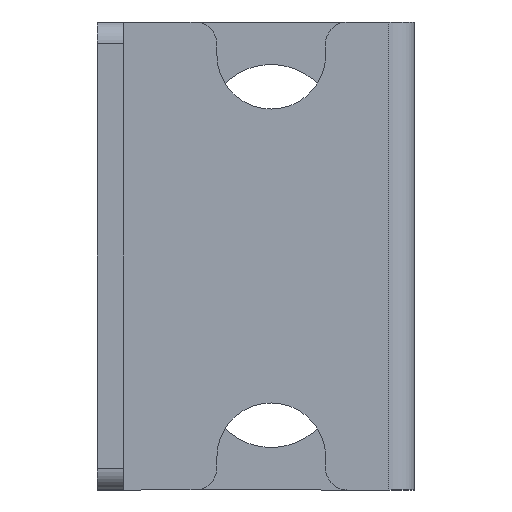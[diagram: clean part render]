
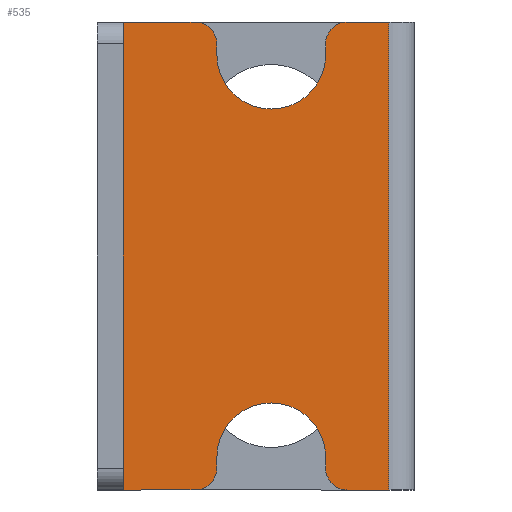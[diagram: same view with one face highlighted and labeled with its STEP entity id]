
A CAD part, front view. The second image highlights one B-rep face of the part: STEP entity #535.
In plain terms, the highlighted planar face has unit normal (0, -1, 0).
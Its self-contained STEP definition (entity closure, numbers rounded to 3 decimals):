
#12 = CARTESIAN_POINT ( 'NONE',  ( 4.45, -18.6, 0. ) ) ;
#70 = LINE ( 'NONE', #1663, #941 ) ;
#83 = CIRCLE ( 'NONE', #843, 1. ) ;
#96 = DIRECTION ( 'NONE',  ( 0., 0., 1. ) ) ;
#114 = VECTOR ( 'NONE', #525, 1000. ) ;
#129 = VERTEX_POINT ( 'NONE', #752 ) ;
#131 = DIRECTION ( 'NONE',  ( 0., 0., -1. ) ) ;
#139 = CARTESIAN_POINT ( 'NONE',  ( -2.5, -18.6, -1.25 ) ) ;
#189 = ORIENTED_EDGE ( 'NONE', *, *, #1271, .F. ) ;
#191 = CARTESIAN_POINT ( 'NONE',  ( -3.5, -18.6, -21.5 ) ) ;
#227 = CARTESIAN_POINT ( 'NONE',  ( 0., -18.6, -20. ) ) ;
#276 = ORIENTED_EDGE ( 'NONE', *, *, #1535, .T. ) ;
#298 = DIRECTION ( 'NONE',  ( 0., 0., 1. ) ) ;
#306 = CIRCLE ( 'NONE', #1101, 2.5 ) ;
#311 = VERTEX_POINT ( 'NONE', #449 ) ;
#313 = DIRECTION ( 'NONE',  ( 0., 1., 0. ) ) ;
#319 = CARTESIAN_POINT ( 'NONE',  ( -6.8, -18.6, -21.5 ) ) ;
#327 = PLANE ( 'NONE',  #671 ) ;
#328 = AXIS2_PLACEMENT_3D ( 'NONE', #766, #1436, #96 ) ;
#333 = LINE ( 'NONE', #884, #383 ) ;
#335 = FACE_OUTER_BOUND ( 'NONE', #756, .T. ) ;
#355 = VECTOR ( 'NONE', #965, 1000. ) ;
#368 = CARTESIAN_POINT ( 'NONE',  ( -6.8, -18.6, -21.5 ) ) ;
#369 = VERTEX_POINT ( 'NONE', #443 ) ;
#376 = VERTEX_POINT ( 'NONE', #438 ) ;
#383 = VECTOR ( 'NONE', #1613, 1000. ) ;
#387 = AXIS2_PLACEMENT_3D ( 'NONE', #470, #463, #446 ) ;
#403 = CARTESIAN_POINT ( 'NONE',  ( -6.8, -18.6, -10.75 ) ) ;
#417 = VERTEX_POINT ( 'NONE', #419 ) ;
#419 = CARTESIAN_POINT ( 'NONE',  ( -2.5, -18.6, -20. ) ) ;
#421 = DIRECTION ( 'NONE',  ( 0., -1., 0. ) ) ;
#425 = DIRECTION ( 'NONE',  ( 0., -1., 0. ) ) ;
#428 = ORIENTED_EDGE ( 'NONE', *, *, #1329, .T. ) ;
#437 = VECTOR ( 'NONE', #1935, 1000. ) ;
#438 = CARTESIAN_POINT ( 'NONE',  ( -2.5, -18.6, -20.5 ) ) ;
#441 = ORIENTED_EDGE ( 'NONE', *, *, #1396, .T. ) ;
#442 = ORIENTED_EDGE ( 'NONE', *, *, #1340, .T. ) ;
#443 = CARTESIAN_POINT ( 'NONE',  ( 2.5, -18.6, -1.5 ) ) ;
#446 = DIRECTION ( 'NONE',  ( 0., 0., -1. ) ) ;
#449 = CARTESIAN_POINT ( 'NONE',  ( 2.5, -18.6, -20.5 ) ) ;
#452 = AXIS2_PLACEMENT_3D ( 'NONE', #227, #775, #1450 ) ;
#463 = DIRECTION ( 'NONE',  ( 0., -1., 0. ) ) ;
#470 = CARTESIAN_POINT ( 'NONE',  ( -3.5, -18.6, -1. ) ) ;
#479 = ORIENTED_EDGE ( 'NONE', *, *, #1371, .F. ) ;
#493 = DIRECTION ( 'NONE',  ( 0., -1., 0. ) ) ;
#494 = ORIENTED_EDGE ( 'NONE', *, *, #1618, .F. ) ;
#495 = LINE ( 'NONE', #1085, #998 ) ;
#506 = ORIENTED_EDGE ( 'NONE', *, *, #1685, .T. ) ;
#508 = AXIS2_PLACEMENT_3D ( 'NONE', #1961, #493, #1082 ) ;
#514 = CARTESIAN_POINT ( 'NONE',  ( -6.8, -18.6, 0. ) ) ;
#518 = CARTESIAN_POINT ( 'NONE',  ( 2.5, -18.6, -20. ) ) ;
#525 = DIRECTION ( 'NONE',  ( 1., 0., 0. ) ) ;
#532 = LINE ( 'NONE', #1124, #813 ) ;
#535 = ADVANCED_FACE ( 'NONE', ( #335 ), #327, .F. ) ;
#550 = ORIENTED_EDGE ( 'NONE', *, *, #1479, .T. ) ;
#583 = CARTESIAN_POINT ( 'NONE',  ( 5.4, -18.6, -21.5 ) ) ;
#626 = LINE ( 'NONE', #1249, #437 ) ;
#662 = LINE ( 'NONE', #1292, #1689 ) ;
#671 = AXIS2_PLACEMENT_3D ( 'NONE', #319, #313, #298 ) ;
#680 = DIRECTION ( 'NONE',  ( 0., 0., 1. ) ) ;
#721 = ORIENTED_EDGE ( 'NONE', *, *, #1104, .F. ) ;
#736 = ORIENTED_EDGE ( 'NONE', *, *, #1126, .F. ) ;
#743 = ORIENTED_EDGE ( 'NONE', *, *, #1239, .F. ) ;
#752 = CARTESIAN_POINT ( 'NONE',  ( -2.5, -18.6, -1.5 ) ) ;
#756 = EDGE_LOOP ( 'NONE', ( #506, #550, #479, #494, #441, #442, #877, #428, #838, #276, #862, #189, #782, #816, #736, #743, #721 ) ) ;
#766 = CARTESIAN_POINT ( 'NONE',  ( 3.5, -18.6, -20.5 ) ) ;
#775 = DIRECTION ( 'NONE',  ( 0., -1., 0. ) ) ;
#782 = ORIENTED_EDGE ( 'NONE', *, *, #1445, .T. ) ;
#787 = AXIS2_PLACEMENT_3D ( 'NONE', #801, #1487, #131 ) ;
#801 = CARTESIAN_POINT ( 'NONE',  ( -3.5, -18.6, -20.5 ) ) ;
#813 = VECTOR ( 'NONE', #1862, 1000. ) ;
#816 = ORIENTED_EDGE ( 'NONE', *, *, #1057, .T. ) ;
#838 = ORIENTED_EDGE ( 'NONE', *, *, #1446, .F. ) ;
#843 = AXIS2_PLACEMENT_3D ( 'NONE', #1882, #421, #989 ) ;
#862 = ORIENTED_EDGE ( 'NONE', *, *, #1312, .T. ) ;
#877 = ORIENTED_EDGE ( 'NONE', *, *, #1405, .F. ) ;
#884 = CARTESIAN_POINT ( 'NONE',  ( 2.5, -18.6, -1.25 ) ) ;
#916 = DIRECTION ( 'NONE',  ( 1., 0., 0. ) ) ;
#931 = VERTEX_POINT ( 'NONE', #1083 ) ;
#941 = VECTOR ( 'NONE', #1905, 1000. ) ;
#965 = DIRECTION ( 'NONE',  ( 0., 0., 1. ) ) ;
#989 = DIRECTION ( 'NONE',  ( 0., 0., -1. ) ) ;
#995 = DIRECTION ( 'NONE',  ( 0., 0., 1. ) ) ;
#998 = VECTOR ( 'NONE', #1830, 1000. ) ;
#1042 = CARTESIAN_POINT ( 'NONE',  ( -5.15, -18.6, 0. ) ) ;
#1057 = EDGE_CURVE ( 'NONE', #1968, #1917, #1551, .T. ) ;
#1066 = LINE ( 'NONE', #1042, #1699 ) ;
#1082 = DIRECTION ( 'NONE',  ( 0., 0., 1. ) ) ;
#1083 = CARTESIAN_POINT ( 'NONE',  ( 2.5, -18.6, -1. ) ) ;
#1085 = CARTESIAN_POINT ( 'NONE',  ( 2.5, -18.6, -20.25 ) ) ;
#1101 = AXIS2_PLACEMENT_3D ( 'NONE', #1886, #425, #995 ) ;
#1104 = EDGE_CURVE ( 'NONE', #1952, #1660, #70, .T. ) ;
#1124 = CARTESIAN_POINT ( 'NONE',  ( -2.5, -18.6, -20.25 ) ) ;
#1126 = EDGE_CURVE ( 'NONE', #1638, #1917, #1066, .T. ) ;
#1134 = CIRCLE ( 'NONE', #787, 1. ) ;
#1135 = VECTOR ( 'NONE', #680, 1000. ) ;
#1136 = VERTEX_POINT ( 'NONE', #1899 ) ;
#1151 = CARTESIAN_POINT ( 'NONE',  ( 3.5, -18.6, 0. ) ) ;
#1239 = EDGE_CURVE ( 'NONE', #1660, #1638, #1858, .T. ) ;
#1249 = CARTESIAN_POINT ( 'NONE',  ( 5.4, -18.6, -10.75 ) ) ;
#1271 = EDGE_CURVE ( 'NONE', #129, #369, #306, .T. ) ;
#1292 = CARTESIAN_POINT ( 'NONE',  ( 4.45, -18.6, -21.5 ) ) ;
#1293 = CARTESIAN_POINT ( 'NONE',  ( 0., -18.6, -17.5 ) ) ;
#1312 = EDGE_CURVE ( 'NONE', #931, #369, #333, .T. ) ;
#1319 = LINE ( 'NONE', #12, #114 ) ;
#1329 = EDGE_CURVE ( 'NONE', #1892, #1136, #626, .T. ) ;
#1340 = EDGE_CURVE ( 'NONE', #311, #1615, #1795, .T. ) ;
#1347 = CIRCLE ( 'NONE', #452, 2.5 ) ;
#1371 = EDGE_CURVE ( 'NONE', #1682, #417, #1347, .T. ) ;
#1391 = CARTESIAN_POINT ( 'NONE',  ( -2.5, -18.6, -1. ) ) ;
#1396 = EDGE_CURVE ( 'NONE', #1690, #311, #495, .T. ) ;
#1405 = EDGE_CURVE ( 'NONE', #1892, #1615, #662, .T. ) ;
#1436 = DIRECTION ( 'NONE',  ( 0., -1., 0. ) ) ;
#1445 = EDGE_CURVE ( 'NONE', #129, #1968, #1496, .T. ) ;
#1446 = EDGE_CURVE ( 'NONE', #1534, #1136, #1319, .T. ) ;
#1450 = DIRECTION ( 'NONE',  ( 0., 0., 1. ) ) ;
#1459 = CARTESIAN_POINT ( 'NONE',  ( 3.5, -18.6, -21.5 ) ) ;
#1479 = EDGE_CURVE ( 'NONE', #376, #417, #532, .T. ) ;
#1487 = DIRECTION ( 'NONE',  ( 0., -1., 0. ) ) ;
#1496 = LINE ( 'NONE', #139, #1135 ) ;
#1534 = VERTEX_POINT ( 'NONE', #1151 ) ;
#1535 = EDGE_CURVE ( 'NONE', #1534, #931, #83, .T. ) ;
#1551 = CIRCLE ( 'NONE', #387, 1. ) ;
#1613 = DIRECTION ( 'NONE',  ( 0., 0., -1. ) ) ;
#1615 = VERTEX_POINT ( 'NONE', #1459 ) ;
#1618 = EDGE_CURVE ( 'NONE', #1690, #1682, #1768, .T. ) ;
#1638 = VERTEX_POINT ( 'NONE', #514 ) ;
#1660 = VERTEX_POINT ( 'NONE', #368 ) ;
#1663 = CARTESIAN_POINT ( 'NONE',  ( -5.15, -18.6, -21.5 ) ) ;
#1682 = VERTEX_POINT ( 'NONE', #1293 ) ;
#1685 = EDGE_CURVE ( 'NONE', #1952, #376, #1134, .T. ) ;
#1689 = VECTOR ( 'NONE', #1971, 1000. ) ;
#1690 = VERTEX_POINT ( 'NONE', #518 ) ;
#1699 = VECTOR ( 'NONE', #916, 1000. ) ;
#1768 = CIRCLE ( 'NONE', #508, 2.5 ) ;
#1795 = CIRCLE ( 'NONE', #328, 1. ) ;
#1830 = DIRECTION ( 'NONE',  ( 0., 0., -1. ) ) ;
#1858 = LINE ( 'NONE', #403, #355 ) ;
#1862 = DIRECTION ( 'NONE',  ( 0., 0., 1. ) ) ;
#1882 = CARTESIAN_POINT ( 'NONE',  ( 3.5, -18.6, -1. ) ) ;
#1886 = CARTESIAN_POINT ( 'NONE',  ( 0., -18.6, -1.5 ) ) ;
#1892 = VERTEX_POINT ( 'NONE', #583 ) ;
#1899 = CARTESIAN_POINT ( 'NONE',  ( 5.4, -18.6, 0. ) ) ;
#1902 = CARTESIAN_POINT ( 'NONE',  ( -3.5, -18.6, 0. ) ) ;
#1905 = DIRECTION ( 'NONE',  ( -1., 0., 0. ) ) ;
#1917 = VERTEX_POINT ( 'NONE', #1902 ) ;
#1935 = DIRECTION ( 'NONE',  ( 0., 0., 1. ) ) ;
#1952 = VERTEX_POINT ( 'NONE', #191 ) ;
#1961 = CARTESIAN_POINT ( 'NONE',  ( 0., -18.6, -20. ) ) ;
#1968 = VERTEX_POINT ( 'NONE', #1391 ) ;
#1971 = DIRECTION ( 'NONE',  ( -1., 0., 0. ) ) ;
